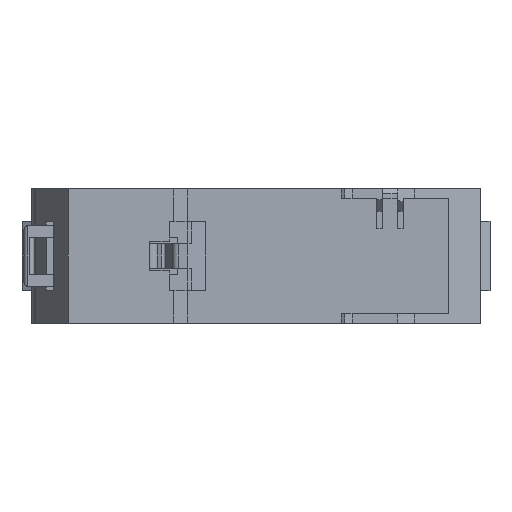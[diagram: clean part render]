
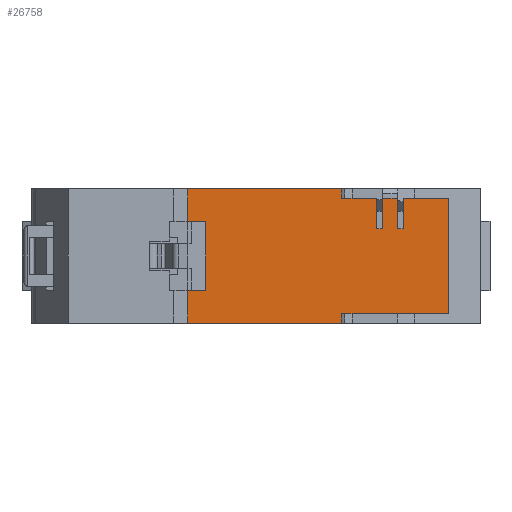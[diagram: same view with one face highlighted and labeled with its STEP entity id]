
A CAD part, front view. The second image highlights one B-rep face of the part: STEP entity #26758.
In plain terms, the highlighted planar face has unit normal (0, -1, 0).
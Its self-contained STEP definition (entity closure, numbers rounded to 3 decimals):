
#3034=DIRECTION('',(-1.,0.,0.));
#3035=VECTOR('',#3034,30.807);
#3036=CARTESIAN_POINT('',(13.007,-43.5,-13.5));
#3037=LINE('',#3036,#3035);
#3046=DIRECTION('',(-1.,0.,0.));
#3047=VECTOR('',#3046,2.507);
#3048=CARTESIAN_POINT('',(17.7,-43.5,-13.5));
#3049=LINE('',#3048,#3047);
#3560=DIRECTION('',(0.,0.,1.));
#3561=VECTOR('',#3560,23.2);
#3562=CARTESIAN_POINT('',(34.601,-43.5,-11.6));
#3563=LINE('',#3562,#3561);
#3584=DIRECTION('',(0.,0.,1.));
#3585=VECTOR('',#3584,9.8);
#3586=CARTESIAN_POINT('',(-18.673,-43.5,-6.9));
#3587=LINE('',#3586,#3585);
#3588=DIRECTION('',(-1.,0.,0.));
#3589=VECTOR('',#3588,0.127);
#3590=CARTESIAN_POINT('',(-18.673,-43.5,2.9));
#3591=LINE('',#3590,#3589);
#3592=DIRECTION('',(0.,0.,1.));
#3593=VECTOR('',#3592,0.1);
#3594=CARTESIAN_POINT('',(-18.8,-43.5,2.9));
#3595=LINE('',#3594,#3593);
#3596=DIRECTION('',(0.,0.,1.));
#3597=VECTOR('',#3596,1.9);
#3598=CARTESIAN_POINT('',(15.193,-43.5,11.6));
#3599=LINE('',#3598,#3597);
#3600=DIRECTION('',(0.,0.,-1.));
#3601=VECTOR('',#3600,6.1);
#3602=CARTESIAN_POINT('',(20.1,-43.5,11.6));
#3603=LINE('',#3602,#3601);
#3604=DIRECTION('',(-1.,0.,0.));
#3605=VECTOR('',#3604,1.2);
#3606=CARTESIAN_POINT('',(21.3,-43.5,5.5));
#3607=LINE('',#3606,#3605);
#3608=DIRECTION('',(0.,0.,-1.));
#3609=VECTOR('',#3608,6.1);
#3610=CARTESIAN_POINT('',(21.3,-43.5,11.6));
#3611=LINE('',#3610,#3609);
#3612=DIRECTION('',(0.,0.,-1.));
#3613=VECTOR('',#3612,6.1);
#3614=CARTESIAN_POINT('',(24.3,-43.5,11.6));
#3615=LINE('',#3614,#3613);
#3616=DIRECTION('',(-1.,0.,0.));
#3617=VECTOR('',#3616,1.2);
#3618=CARTESIAN_POINT('',(25.5,-43.5,5.5));
#3619=LINE('',#3618,#3617);
#3620=DIRECTION('',(0.,0.,-1.));
#3621=VECTOR('',#3620,6.1);
#3622=CARTESIAN_POINT('',(25.5,-43.5,11.6));
#3623=LINE('',#3622,#3621);
#3624=DIRECTION('',(0.,0.,1.));
#3625=VECTOR('',#3624,1.9);
#3626=CARTESIAN_POINT('',(15.193,-43.5,-13.5));
#3627=LINE('',#3626,#3625);
#3628=DIRECTION('',(1.,0.,0.));
#3629=VECTOR('',#3628,2.186);
#3630=CARTESIAN_POINT('',(13.007,-43.5,-11.6));
#3631=LINE('',#3630,#3629);
#3632=DIRECTION('',(0.,0.,1.));
#3633=VECTOR('',#3632,1.9);
#3634=CARTESIAN_POINT('',(13.007,-43.5,-13.5));
#3635=LINE('',#3634,#3633);
#3648=DIRECTION('',(-1.,0.,0.));
#3649=VECTOR('',#3648,0.873);
#3650=CARTESIAN_POINT('',(-17.8,-43.5,-6.9));
#3651=LINE('',#3650,#3649);
#3660=DIRECTION('',(0.,0.,-1.));
#3661=VECTOR('',#3660,6.6);
#3662=CARTESIAN_POINT('',(-17.8,-43.5,-6.9));
#3663=LINE('',#3662,#3661);
#4992=DIRECTION('',(1.,0.,0.));
#4993=VECTOR('',#4992,2.507);
#4994=CARTESIAN_POINT('',(15.193,-43.5,13.5));
#4995=LINE('',#4994,#4993);
#5004=DIRECTION('',(1.,0.,0.));
#5005=VECTOR('',#5004,30.807);
#5006=CARTESIAN_POINT('',(-17.8,-43.5,13.5));
#5007=LINE('',#5006,#5005);
#7972=DIRECTION('',(-1.,0.,0.));
#7973=VECTOR('',#7972,9.101);
#7974=CARTESIAN_POINT('',(34.601,-43.5,11.6));
#7975=LINE('',#7974,#7973);
#8052=DIRECTION('',(-1.,0.,0.));
#8053=VECTOR('',#8052,3.);
#8054=CARTESIAN_POINT('',(24.3,-43.5,11.6));
#8055=LINE('',#8054,#8053);
#8116=DIRECTION('',(-1.,0.,0.));
#8117=VECTOR('',#8116,2.4);
#8118=CARTESIAN_POINT('',(20.1,-43.5,11.6));
#8119=LINE('',#8118,#8117);
#8132=DIRECTION('',(0.,0.,1.));
#8133=VECTOR('',#8132,1.9);
#8134=CARTESIAN_POINT('',(17.7,-43.5,11.6));
#8135=LINE('',#8134,#8133);
#8184=DIRECTION('',(-1.,0.,0.));
#8185=VECTOR('',#8184,2.186);
#8186=CARTESIAN_POINT('',(15.193,-43.5,11.6));
#8187=LINE('',#8186,#8185);
#8192=DIRECTION('',(0.,0.,1.));
#8193=VECTOR('',#8192,1.9);
#8194=CARTESIAN_POINT('',(13.007,-43.5,11.6));
#8195=LINE('',#8194,#8193);
#8200=DIRECTION('',(0.,0.,-1.));
#8201=VECTOR('',#8200,10.5);
#8202=CARTESIAN_POINT('',(-17.8,-43.5,13.5));
#8203=LINE('',#8202,#8201);
#8289=DIRECTION('',(1.,0.,0.));
#8290=VECTOR('',#8289,1.);
#8291=CARTESIAN_POINT('',(-18.8,-43.5,3.));
#8292=LINE('',#8291,#8290);
#14789=DIRECTION('',(1.,0.,0.));
#14790=VECTOR('',#14789,16.901);
#14791=CARTESIAN_POINT('',(17.7,-43.5,-11.6));
#14792=LINE('',#14791,#14790);
#14821=DIRECTION('',(0.,0.,1.));
#14822=VECTOR('',#14821,1.9);
#14823=CARTESIAN_POINT('',(17.7,-43.5,-13.5));
#14824=LINE('',#14823,#14822);
#18170=CARTESIAN_POINT('',(17.7,-43.5,-13.5));
#18172=VERTEX_POINT('',#18170);
#18179=CARTESIAN_POINT('',(17.7,-43.5,-11.6));
#18180=CARTESIAN_POINT('',(34.601,-43.5,-11.6));
#18181=VERTEX_POINT('',#18179);
#18182=VERTEX_POINT('',#18180);
#18439=CARTESIAN_POINT('',(-17.8,-43.5,-13.5));
#18440=VERTEX_POINT('',#18439);
#18597=CARTESIAN_POINT('',(13.007,-43.5,-13.5));
#18598=CARTESIAN_POINT('',(13.007,-43.5,-11.6));
#18599=VERTEX_POINT('',#18597);
#18600=VERTEX_POINT('',#18598);
#18601=CARTESIAN_POINT('',(15.193,-43.5,-13.5));
#18602=CARTESIAN_POINT('',(15.193,-43.5,-11.6));
#18603=VERTEX_POINT('',#18601);
#18604=VERTEX_POINT('',#18602);
#18961=CARTESIAN_POINT('',(-17.8,-43.5,-6.9));
#18962=VERTEX_POINT('',#18961);
#19252=CARTESIAN_POINT('',(15.193,-43.5,13.5));
#19253=CARTESIAN_POINT('',(17.7,-43.5,13.5));
#19254=VERTEX_POINT('',#19252);
#19255=VERTEX_POINT('',#19253);
#19264=CARTESIAN_POINT('',(15.193,-43.5,11.6));
#19265=CARTESIAN_POINT('',(13.007,-43.5,11.6));
#19266=VERTEX_POINT('',#19264);
#19267=VERTEX_POINT('',#19265);
#19272=CARTESIAN_POINT('',(17.7,-43.5,11.6));
#19273=VERTEX_POINT('',#19272);
#19603=CARTESIAN_POINT('',(-17.8,-43.5,13.5));
#19604=VERTEX_POINT('',#19603);
#20087=CARTESIAN_POINT('',(13.007,-43.5,13.5));
#20088=VERTEX_POINT('',#20087);
#20121=CARTESIAN_POINT('',(-17.8,-43.5,3.));
#20123=VERTEX_POINT('',#20121);
#20163=CARTESIAN_POINT('',(25.5,-43.5,5.5));
#20164=CARTESIAN_POINT('',(24.3,-43.5,5.5));
#20165=VERTEX_POINT('',#20163);
#20166=VERTEX_POINT('',#20164);
#20167=CARTESIAN_POINT('',(21.3,-43.5,5.5));
#20168=CARTESIAN_POINT('',(20.1,-43.5,5.5));
#20169=VERTEX_POINT('',#20167);
#20170=VERTEX_POINT('',#20168);
#20171=CARTESIAN_POINT('',(20.1,-43.5,11.6));
#20172=VERTEX_POINT('',#20171);
#20173=CARTESIAN_POINT('',(21.3,-43.5,11.6));
#20174=VERTEX_POINT('',#20173);
#20175=CARTESIAN_POINT('',(24.3,-43.5,11.6));
#20176=VERTEX_POINT('',#20175);
#20177=CARTESIAN_POINT('',(25.5,-43.5,11.6));
#20178=VERTEX_POINT('',#20177);
#20185=CARTESIAN_POINT('',(34.601,-43.5,11.6));
#20186=VERTEX_POINT('',#20185);
#22811=CARTESIAN_POINT('',(-18.673,-43.5,-6.9));
#22812=CARTESIAN_POINT('',(-18.673,-43.5,2.9));
#22813=VERTEX_POINT('',#22811);
#22814=VERTEX_POINT('',#22812);
#22815=CARTESIAN_POINT('',(-18.8,-43.5,2.9));
#22816=CARTESIAN_POINT('',(-18.8,-43.5,3.));
#22817=VERTEX_POINT('',#22815);
#22818=VERTEX_POINT('',#22816);
#26694=CARTESIAN_POINT('',(-17.8,-43.5,0.));
#26695=DIRECTION('',(0.,-1.,0.));
#26696=DIRECTION('',(1.,0.,0.));
#26697=AXIS2_PLACEMENT_3D('',#26694,#26695,#26696);
#26698=PLANE('',#26697);
#26700=ORIENTED_EDGE('',*,*,#26699,.T.);
#26702=ORIENTED_EDGE('',*,*,#26701,.T.);
#26704=ORIENTED_EDGE('',*,*,#26703,.T.);
#26706=ORIENTED_EDGE('',*,*,#26705,.T.);
#26708=ORIENTED_EDGE('',*,*,#26707,.F.);
#26710=ORIENTED_EDGE('',*,*,#26709,.T.);
#26712=ORIENTED_EDGE('',*,*,#26711,.F.);
#26714=ORIENTED_EDGE('',*,*,#26713,.F.);
#26716=ORIENTED_EDGE('',*,*,#26715,.T.);
#26718=ORIENTED_EDGE('',*,*,#26717,.T.);
#26720=ORIENTED_EDGE('',*,*,#26719,.F.);
#26722=ORIENTED_EDGE('',*,*,#26721,.F.);
#26724=ORIENTED_EDGE('',*,*,#26723,.T.);
#26726=ORIENTED_EDGE('',*,*,#26725,.F.);
#26728=ORIENTED_EDGE('',*,*,#26727,.F.);
#26730=ORIENTED_EDGE('',*,*,#26729,.F.);
#26732=ORIENTED_EDGE('',*,*,#26731,.T.);
#26734=ORIENTED_EDGE('',*,*,#26733,.F.);
#26736=ORIENTED_EDGE('',*,*,#26735,.F.);
#26738=ORIENTED_EDGE('',*,*,#26737,.F.);
#26739=ORIENTED_EDGE('',*,*,#26677,.F.);
#26741=ORIENTED_EDGE('',*,*,#26740,.F.);
#26743=ORIENTED_EDGE('',*,*,#26742,.F.);
#26744=ORIENTED_EDGE('',*,*,#26265,.T.);
#26746=ORIENTED_EDGE('',*,*,#26745,.T.);
#26748=ORIENTED_EDGE('',*,*,#26747,.F.);
#26750=ORIENTED_EDGE('',*,*,#26749,.F.);
#26751=ORIENTED_EDGE('',*,*,#26259,.T.);
#26753=ORIENTED_EDGE('',*,*,#26752,.F.);
#26755=ORIENTED_EDGE('',*,*,#26754,.T.);
#26756=EDGE_LOOP('',(#26700,#26702,#26704,#26706,#26708,#26710,#26712,#26714,
#26716,#26718,#26720,#26722,#26724,#26726,#26728,#26730,#26732,#26734,#26736,
#26738,#26739,#26741,#26743,#26744,#26746,#26748,#26750,#26751,#26753,#26755));
#26757=FACE_OUTER_BOUND('',#26756,.F.);
#26758=ADVANCED_FACE('',(#26757),#26698,.T.);
#26259=EDGE_CURVE('',#18599,#18440,#3037,.T.);
#26265=EDGE_CURVE('',#18172,#18603,#3049,.T.);
#26677=EDGE_CURVE('',#18182,#20186,#3563,.T.);
#26699=EDGE_CURVE('',#22813,#22814,#3587,.T.);
#26701=EDGE_CURVE('',#22814,#22817,#3591,.T.);
#26703=EDGE_CURVE('',#22817,#22818,#3595,.T.);
#26705=EDGE_CURVE('',#22818,#20123,#8292,.T.);
#26707=EDGE_CURVE('',#19604,#20123,#8203,.T.);
#26709=EDGE_CURVE('',#19604,#20088,#5007,.T.);
#26711=EDGE_CURVE('',#19267,#20088,#8195,.T.);
#26713=EDGE_CURVE('',#19266,#19267,#8187,.T.);
#26715=EDGE_CURVE('',#19266,#19254,#3599,.T.);
#26717=EDGE_CURVE('',#19254,#19255,#4995,.T.);
#26719=EDGE_CURVE('',#19273,#19255,#8135,.T.);
#26721=EDGE_CURVE('',#20172,#19273,#8119,.T.);
#26723=EDGE_CURVE('',#20172,#20170,#3603,.T.);
#26725=EDGE_CURVE('',#20169,#20170,#3607,.T.);
#26727=EDGE_CURVE('',#20174,#20169,#3611,.T.);
#26729=EDGE_CURVE('',#20176,#20174,#8055,.T.);
#26731=EDGE_CURVE('',#20176,#20166,#3615,.T.);
#26733=EDGE_CURVE('',#20165,#20166,#3619,.T.);
#26735=EDGE_CURVE('',#20178,#20165,#3623,.T.);
#26737=EDGE_CURVE('',#20186,#20178,#7975,.T.);
#26740=EDGE_CURVE('',#18181,#18182,#14792,.T.);
#26742=EDGE_CURVE('',#18172,#18181,#14824,.T.);
#26745=EDGE_CURVE('',#18603,#18604,#3627,.T.);
#26747=EDGE_CURVE('',#18600,#18604,#3631,.T.);
#26749=EDGE_CURVE('',#18599,#18600,#3635,.T.);
#26752=EDGE_CURVE('',#18962,#18440,#3663,.T.);
#26754=EDGE_CURVE('',#18962,#22813,#3651,.T.);
